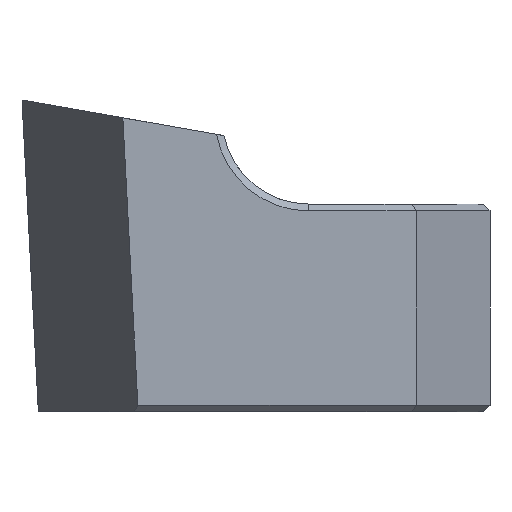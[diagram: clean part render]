
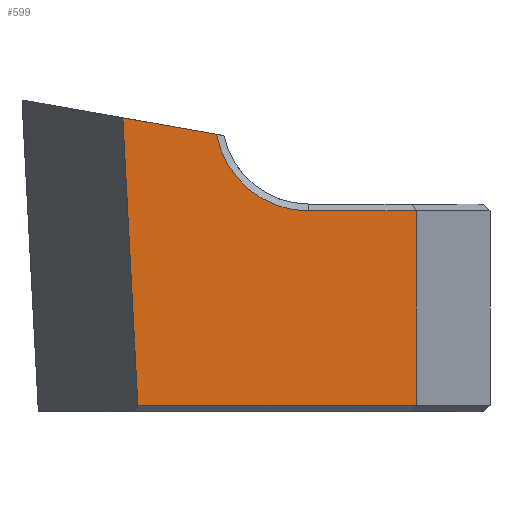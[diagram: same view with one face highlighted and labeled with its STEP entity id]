
A CAD part, left-side view. The second image highlights one B-rep face of the part: STEP entity #599.
In plain terms, the highlighted planar face has unit normal (-1, 0, 0).
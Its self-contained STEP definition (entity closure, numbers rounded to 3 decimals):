
#10 = ORIENTED_EDGE ( 'NONE', *, *, #488, .T. ) ;
#20 = DIRECTION ( 'NONE',  ( 0., 1., 0. ) ) ;
#23 = CARTESIAN_POINT ( 'NONE',  ( -5.04, 2.13, 0.2 ) ) ;
#36 = DIRECTION ( 'NONE',  ( 0., -1., 0. ) ) ;
#81 = DIRECTION ( 'NONE',  ( 0., 0., -1. ) ) ;
#84 = LINE ( 'NONE', #408, #521 ) ;
#86 = CARTESIAN_POINT ( 'NONE',  ( -5.04, 5.233, 8.5 ) ) ;
#88 = ORIENTED_EDGE ( 'NONE', *, *, #142, .T. ) ;
#90 = DIRECTION ( 'NONE',  ( 1., 0., 0. ) ) ;
#96 = DIRECTION ( 'NONE',  ( 0., 0., -1. ) ) ;
#139 = AXIS2_PLACEMENT_3D ( 'NONE', #916, #938, #890 ) ;
#142 = EDGE_CURVE ( 'NONE', #688, #499, #797, .T. ) ;
#150 = LINE ( 'NONE', #23, #330 ) ;
#192 = VECTOR ( 'NONE', #721, 1000. ) ;
#216 = CARTESIAN_POINT ( 'NONE',  ( -5.04, 10.592, 8.487 ) ) ;
#328 = VERTEX_POINT ( 'NONE', #723 ) ;
#330 = VECTOR ( 'NONE', #36, 1000. ) ;
#408 = CARTESIAN_POINT ( 'NONE',  ( -5.04, 10.12, -0.53 ) ) ;
#414 = LINE ( 'NONE', #733, #471 ) ;
#419 = EDGE_LOOP ( 'NONE', ( #871, #10, #708, #522, #88, #812 ) ) ;
#458 = CARTESIAN_POINT ( 'NONE',  ( -5.04, 2.13, 5.8 ) ) ;
#463 = CARTESIAN_POINT ( 'NONE',  ( -5.04, 2.13, 0.2 ) ) ;
#471 = VECTOR ( 'NONE', #20, 1000. ) ;
#488 = EDGE_CURVE ( 'NONE', #328, #777, #150, .T. ) ;
#489 = LINE ( 'NONE', #806, #567 ) ;
#499 = VERTEX_POINT ( 'NONE', #527 ) ;
#521 = VECTOR ( 'NONE', #728, 1000. ) ;
#522 = ORIENTED_EDGE ( 'NONE', *, *, #979, .T. ) ;
#527 = CARTESIAN_POINT ( 'NONE',  ( -5.04, 7.888, 8.01 ) ) ;
#567 = VECTOR ( 'NONE', #81, 1000. ) ;
#599 = ADVANCED_FACE ( 'NONE', ( #974 ), #982, .F. ) ;
#615 = EDGE_CURVE ( 'NONE', #755, #499, #859, .T. ) ;
#688 = VERTEX_POINT ( 'NONE', #843 ) ;
#708 = ORIENTED_EDGE ( 'NONE', *, *, #915, .F. ) ;
#721 = DIRECTION ( 'NONE',  ( 0., -0.985, -0.174 ) ) ;
#723 = CARTESIAN_POINT ( 'NONE',  ( -5.04, 10.158, 0.2 ) ) ;
#728 = DIRECTION ( 'NONE',  ( 0., 0.052, 0.999 ) ) ;
#733 = CARTESIAN_POINT ( 'NONE',  ( -5.04, 5.233, 5.8 ) ) ;
#735 = VERTEX_POINT ( 'NONE', #458 ) ;
#755 = VERTEX_POINT ( 'NONE', #216 ) ;
#777 = VERTEX_POINT ( 'NONE', #463 ) ;
#796 = AXIS2_PLACEMENT_3D ( 'NONE', #86, #90, #96 ) ;
#797 = CIRCLE ( 'NONE', #796, 2.7 ) ;
#805 = CARTESIAN_POINT ( 'NONE',  ( -5.04, -1.132, 6.42 ) ) ;
#806 = CARTESIAN_POINT ( 'NONE',  ( -5.04, 2.13, 9. ) ) ;
#812 = ORIENTED_EDGE ( 'NONE', *, *, #615, .F. ) ;
#843 = CARTESIAN_POINT ( 'NONE',  ( -5.04, 5.233, 5.8 ) ) ;
#859 = LINE ( 'NONE', #805, #192 ) ;
#871 = ORIENTED_EDGE ( 'NONE', *, *, #949, .F. ) ;
#890 = DIRECTION ( 'NONE',  ( 0., 0., -1. ) ) ;
#915 = EDGE_CURVE ( 'NONE', #735, #777, #489, .T. ) ;
#916 = CARTESIAN_POINT ( 'NONE',  ( -5.04, 2.13, 9. ) ) ;
#938 = DIRECTION ( 'NONE',  ( 1., 0., 0. ) ) ;
#949 = EDGE_CURVE ( 'NONE', #328, #755, #84, .T. ) ;
#974 = FACE_OUTER_BOUND ( 'NONE', #419, .T. ) ;
#979 = EDGE_CURVE ( 'NONE', #735, #688, #414, .T. ) ;
#982 = PLANE ( 'NONE',  #139 ) ;
